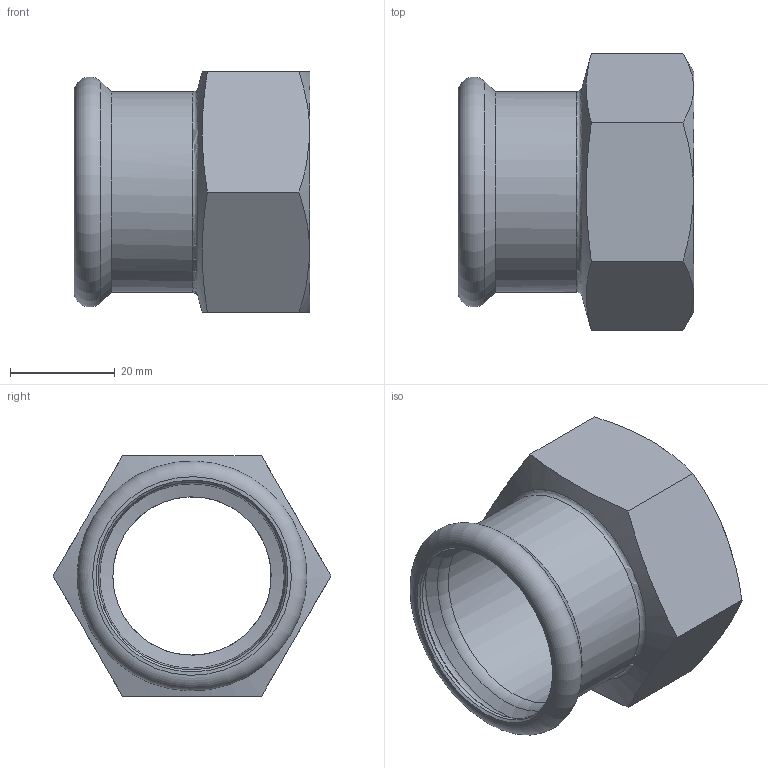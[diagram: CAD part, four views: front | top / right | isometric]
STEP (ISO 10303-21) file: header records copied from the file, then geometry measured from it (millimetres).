
FILE_DESCRIPTION(/* description */ (''),/* implementation_level */ '2;1');
FILE_NAME(/* name */ '41820.stp',/* time_stamp */ '2023-09-08T11:07:21+02:00',/* author */ ('JANAN'),/* organization */ (''),/* preprocessor_version */ 'ST-DEVELOPER v19.2',/* originating_system */ 'Autodesk Inventor 2023',/* authorisation */ '');
FILE_SCHEMA (('AUTOMOTIVE_DESIGN { 1 0 10303 214 3 1 1 }'));
Length unit declared in the file: millimetre
Products named in the file (1): tmpBDD0.tmp
Bounding box: 45.1 x 53.12 x 46 mm (x, y, z)
Volume: 27176.2 mm3; surface area: 13448.3 mm2
Topology: 1 solids, 1 shells, 25 faces, 61 edges, 39 vertices
Faces by surface type: plane 9, cone 8, torus 4, cylinder 4
Full cylindrical faces by diameter (mm): 30.291 x1, 35.3 x1, 35.9 x1, 38.4 x1
Entity records: 812 total; most frequent: CARTESIAN_POINT 163, DIRECTION 128, ORIENTED_EDGE 122, EDGE_CURVE 61, AXIS2_PLACEMENT_3D 55, VERTEX_POINT 39, CIRCLE 29, EDGE_LOOP 28
